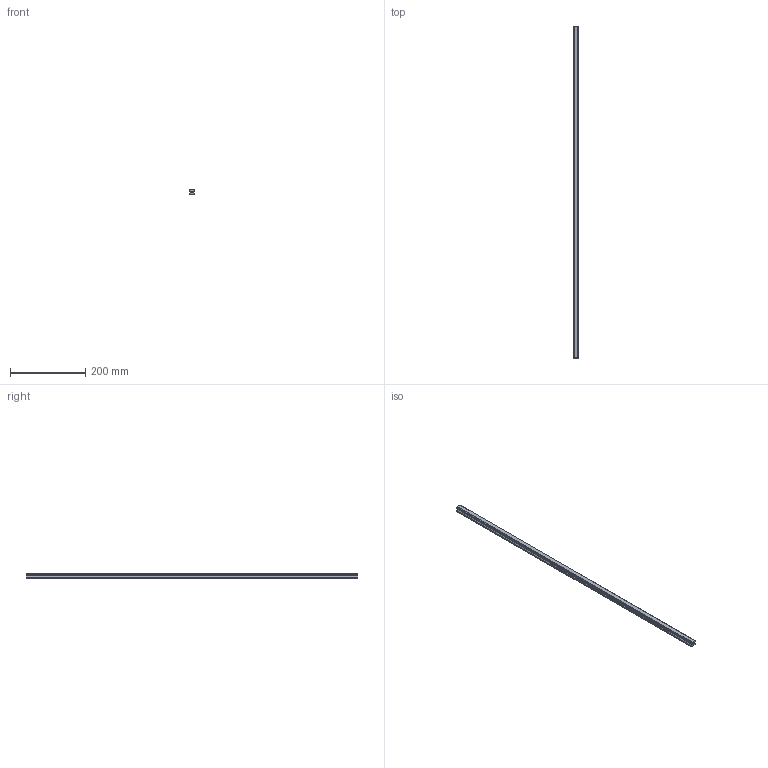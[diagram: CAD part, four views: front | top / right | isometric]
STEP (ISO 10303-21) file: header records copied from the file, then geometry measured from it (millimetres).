
FILE_DESCRIPTION(('STEP AP214'),'1');
FILE_NAME('cctmp_6EE70D40-F5A2-4B3D-8B09-EB054361516B_2021_01_19_11_52_27_0280..stp','2021-01-19T10:52:27',('HIWIN GmbH'),('CADClick - www.CADClick.com'),'Spatial InterOp 3D',' ','unknown authorization');
FILE_SCHEMA(('AUTOMOTIVE_DESIGN'));
Length unit declared in the file: millimetre
Products named in the file (1): HGR15T880C_FILE
Bounding box: 15 x 880 x 15 mm (x, y, z)
Volume: 165144.4 mm3; surface area: 56126.4 mm2
Topology: 1 solids, 1 shells, 175 faces, 477 edges, 293 vertices
Faces by surface type: plane 89, cylinder 56, cone 30
Entity records: 6697 total; most frequent: CARTESIAN_POINT 916, DIRECTION 911, ORIENTED_EDGE 894, EDGE_CURVE 447, LINE 335, VECTOR 335, VERTEX_POINT 293, AXIS2_PLACEMENT_3D 288
